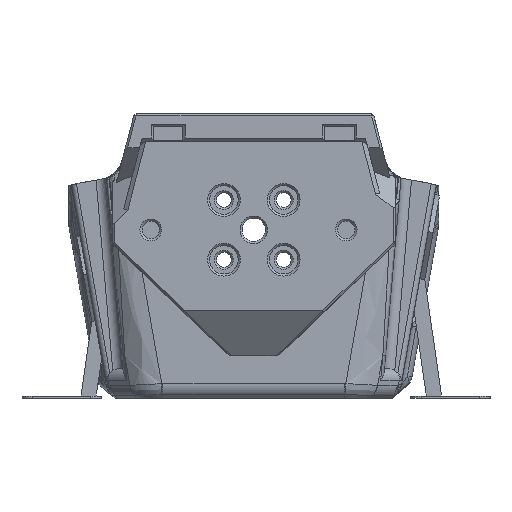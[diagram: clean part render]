
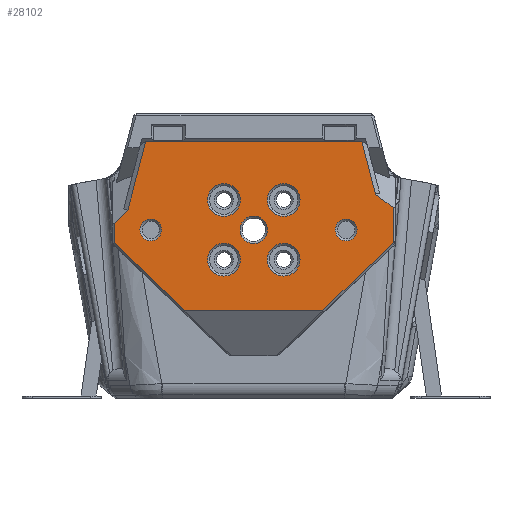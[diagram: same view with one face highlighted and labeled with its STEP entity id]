
A CAD part, front view. The second image highlights one B-rep face of the part: STEP entity #28102.
In plain terms, the highlighted planar face has unit normal (0, -1, 0).
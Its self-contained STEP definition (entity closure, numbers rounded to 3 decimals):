
#2217=CIRCLE('',#30392,2.05);
#2218=CIRCLE('',#30393,2.05);
#2219=CIRCLE('',#30394,2.6);
#2220=CIRCLE('',#30395,3.1);
#2221=CIRCLE('',#30396,3.1);
#2222=CIRCLE('',#30397,3.1);
#2223=CIRCLE('',#30398,3.1);
#9801=ORIENTED_EDGE('',*,*,#14668,.T.);
#9802=ORIENTED_EDGE('',*,*,#14669,.T.);
#9803=ORIENTED_EDGE('',*,*,#11919,.F.);
#9804=ORIENTED_EDGE('',*,*,#14670,.T.);
#9805=ORIENTED_EDGE('',*,*,#14671,.T.);
#9806=ORIENTED_EDGE('',*,*,#14672,.T.);
#9807=ORIENTED_EDGE('',*,*,#14673,.T.);
#9808=ORIENTED_EDGE('',*,*,#14674,.T.);
#9809=ORIENTED_EDGE('',*,*,#14675,.T.);
#9810=ORIENTED_EDGE('',*,*,#14676,.T.);
#9811=ORIENTED_EDGE('',*,*,#11928,.F.);
#9812=ORIENTED_EDGE('',*,*,#14677,.T.);
#9813=ORIENTED_EDGE('',*,*,#14678,.T.);
#9814=ORIENTED_EDGE('',*,*,#14679,.F.);
#9815=ORIENTED_EDGE('',*,*,#14680,.F.);
#9816=ORIENTED_EDGE('',*,*,#14681,.T.);
#9817=ORIENTED_EDGE('',*,*,#14682,.T.);
#11919=EDGE_CURVE('',#15804,#15805,#18271,.T.);
#11928=EDGE_CURVE('',#15813,#15814,#18280,.F.);
#14668=EDGE_CURVE('',#17535,#17535,#2217,.T.);
#14669=EDGE_CURVE('',#17536,#17536,#2218,.T.);
#14670=EDGE_CURVE('',#15804,#17537,#19822,.T.);
#14671=EDGE_CURVE('',#17537,#17538,#19823,.F.);
#14672=EDGE_CURVE('',#17538,#17539,#19824,.T.);
#14673=EDGE_CURVE('',#17539,#17540,#19825,.T.);
#14674=EDGE_CURVE('',#17540,#17541,#19826,.T.);
#14675=EDGE_CURVE('',#17541,#17542,#19827,.T.);
#14676=EDGE_CURVE('',#17542,#15814,#19828,.T.);
#14677=EDGE_CURVE('',#15813,#15805,#19829,.T.);
#14678=EDGE_CURVE('',#17543,#17543,#2219,.F.);
#14679=EDGE_CURVE('',#17544,#17544,#2220,.F.);
#14680=EDGE_CURVE('',#17545,#17545,#2221,.F.);
#14681=EDGE_CURVE('',#17546,#17546,#2222,.F.);
#14682=EDGE_CURVE('',#17547,#17547,#2223,.F.);
#15804=VERTEX_POINT('',#42570);
#15805=VERTEX_POINT('',#42572);
#15813=VERTEX_POINT('',#42589);
#15814=VERTEX_POINT('',#42591);
#17535=VERTEX_POINT('',#54697);
#17536=VERTEX_POINT('',#54699);
#17537=VERTEX_POINT('',#54701);
#17538=VERTEX_POINT('',#54703);
#17539=VERTEX_POINT('',#54705);
#17540=VERTEX_POINT('',#54707);
#17541=VERTEX_POINT('',#54709);
#17542=VERTEX_POINT('',#54711);
#17543=VERTEX_POINT('',#54715);
#17544=VERTEX_POINT('',#54717);
#17545=VERTEX_POINT('',#54719);
#17546=VERTEX_POINT('',#54721);
#17547=VERTEX_POINT('',#54723);
#18271=LINE('',#42571,#20616);
#18280=LINE('',#42590,#20625);
#19822=LINE('',#54700,#22167);
#19823=LINE('',#54702,#22168);
#19824=LINE('',#54704,#22169);
#19825=LINE('',#54706,#22170);
#19826=LINE('',#54708,#22171);
#19827=LINE('',#54710,#22172);
#19828=LINE('',#54712,#22173);
#19829=LINE('',#54713,#22174);
#20616=VECTOR('',#32163,1000.);
#20625=VECTOR('',#32174,1000.);
#22167=VECTOR('',#36686,1000.);
#22168=VECTOR('',#36687,1000.);
#22169=VECTOR('',#36688,1000.);
#22170=VECTOR('',#36689,1000.);
#22171=VECTOR('',#36690,1000.);
#22172=VECTOR('',#36691,1000.);
#22173=VECTOR('',#36692,1000.);
#22174=VECTOR('',#36693,1000.);
#23915=EDGE_LOOP('',(#9801));
#23916=EDGE_LOOP('',(#9802));
#23917=EDGE_LOOP('',(#9803,#9804,#9805,#9806,#9807,#9808,#9809,#9810,#9811,
#9812));
#23918=EDGE_LOOP('',(#9813));
#23919=EDGE_LOOP('',(#9814));
#23920=EDGE_LOOP('',(#9815));
#23921=EDGE_LOOP('',(#9816));
#23922=EDGE_LOOP('',(#9817));
#25638=FACE_BOUND('',#23915,.T.);
#25639=FACE_BOUND('',#23916,.T.);
#25640=FACE_BOUND('',#23917,.T.);
#25641=FACE_BOUND('',#23918,.T.);
#25642=FACE_BOUND('',#23919,.T.);
#25643=FACE_BOUND('',#23920,.T.);
#25644=FACE_BOUND('',#23921,.T.);
#25645=FACE_BOUND('',#23922,.T.);
#26619=PLANE('',#30391);
#28102=ADVANCED_FACE('',(#25638,#25639,#25640,#25641,#25642,#25643,#25644,
#25645),#26619,.T.);
#30391=AXIS2_PLACEMENT_3D('',#54695,#36680,#36681);
#30392=AXIS2_PLACEMENT_3D('',#54696,#36682,#36683);
#30393=AXIS2_PLACEMENT_3D('',#54698,#36684,#36685);
#30394=AXIS2_PLACEMENT_3D('',#54714,#36694,#36695);
#30395=AXIS2_PLACEMENT_3D('',#54716,#36696,#36697);
#30396=AXIS2_PLACEMENT_3D('',#54718,#36698,#36699);
#30397=AXIS2_PLACEMENT_3D('',#54720,#36700,#36701);
#30398=AXIS2_PLACEMENT_3D('',#54722,#36702,#36703);
#32163=DIRECTION('',(1.,0.,0.));
#32174=DIRECTION('',(-0.797,0.,0.604));
#36680=DIRECTION('',(0.,-1.,0.));
#36681=DIRECTION('',(1.,0.,0.));
#36682=DIRECTION('',(0.,1.,0.));
#36683=DIRECTION('',(0.,0.,1.));
#36684=DIRECTION('',(0.,1.,0.));
#36685=DIRECTION('',(0.,0.,1.));
#36686=DIRECTION('',(-0.25,0.,-0.968));
#36687=DIRECTION('',(0.714,0.,0.7));
#36688=DIRECTION('',(0.,0.,-1.));
#36689=DIRECTION('',(0.722,0.,-0.692));
#36690=DIRECTION('',(1.,0.,0.));
#36691=DIRECTION('',(0.722,0.,0.692));
#36692=DIRECTION('',(0.,0.,1.));
#36693=DIRECTION('',(-0.25,0.,0.968));
#36694=DIRECTION('',(0.,-1.,0.));
#36695=DIRECTION('',(0.,0.,-1.));
#36696=DIRECTION('',(0.,1.,0.));
#36697=DIRECTION('',(0.,0.,-1.));
#36698=DIRECTION('',(0.,1.,0.));
#36699=DIRECTION('',(0.,0.,-1.));
#36700=DIRECTION('',(0.,-1.,0.));
#36701=DIRECTION('',(0.,0.,-1.));
#36702=DIRECTION('',(0.,-1.,0.));
#36703=DIRECTION('',(0.,0.,-1.));
#42570=CARTESIAN_POINT('',(-20.456,-30.914,48.625));
#42571=CARTESIAN_POINT('',(-134.803,-30.914,48.625));
#42572=CARTESIAN_POINT('',(20.456,-30.914,48.625));
#42589=CARTESIAN_POINT('',(23.055,-30.914,38.578));
#42590=CARTESIAN_POINT('',(14.843,-30.914,44.803));
#42591=CARTESIAN_POINT('',(26.393,-30.914,36.048));
#54695=CARTESIAN_POINT('',(0.,-30.914,25.221));
#54696=CARTESIAN_POINT('',(17.499,-30.914,31.853));
#54697=CARTESIAN_POINT('',(17.499,-30.914,33.903));
#54698=CARTESIAN_POINT('',(-19.501,-30.914,31.853));
#54699=CARTESIAN_POINT('',(-19.501,-30.914,33.903));
#54700=CARTESIAN_POINT('',(-24.847,-30.914,31.647));
#54701=CARTESIAN_POINT('',(-23.831,-30.914,35.576));
#54702=CARTESIAN_POINT('',(-16.851,-30.914,42.416));
#54703=CARTESIAN_POINT('',(-26.393,-30.914,33.065));
#54704=CARTESIAN_POINT('',(-26.393,-30.914,25.221));
#54705=CARTESIAN_POINT('',(-26.393,-30.914,29.389));
#54706=CARTESIAN_POINT('',(-10.556,-30.914,14.208));
#54707=CARTESIAN_POINT('',(-13.09,-30.914,16.638));
#54708=CARTESIAN_POINT('',(-2.754,-30.914,16.638));
#54709=CARTESIAN_POINT('',(13.09,-30.914,16.638));
#54710=CARTESIAN_POINT('',(10.556,-30.914,14.208));
#54711=CARTESIAN_POINT('',(26.393,-30.914,29.389));
#54712=CARTESIAN_POINT('',(26.393,-30.914,25.221));
#54713=CARTESIAN_POINT('',(24.847,-30.914,31.647));
#54714=CARTESIAN_POINT('',(0.,-30.914,31.85));
#54715=CARTESIAN_POINT('',(0.,-30.914,29.25));
#54716=CARTESIAN_POINT('',(5.657,-30.914,37.507));
#54717=CARTESIAN_POINT('',(5.657,-30.914,34.407));
#54718=CARTESIAN_POINT('',(5.657,-30.914,26.193));
#54719=CARTESIAN_POINT('',(5.657,-30.914,23.093));
#54720=CARTESIAN_POINT('',(-5.657,-30.914,37.507));
#54721=CARTESIAN_POINT('',(-5.657,-30.914,34.407));
#54722=CARTESIAN_POINT('',(-5.657,-30.914,26.193));
#54723=CARTESIAN_POINT('',(-5.657,-30.914,23.093));
